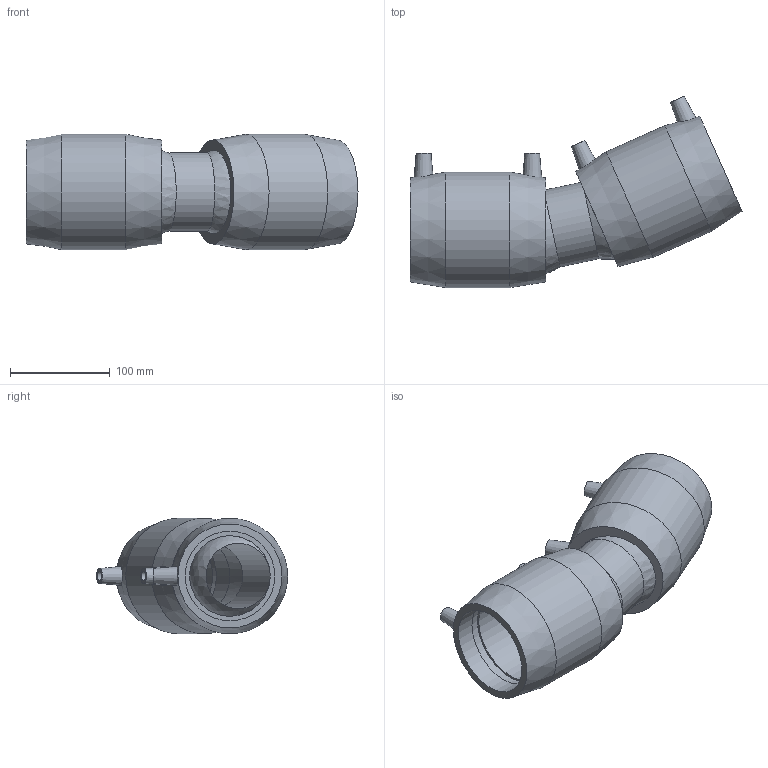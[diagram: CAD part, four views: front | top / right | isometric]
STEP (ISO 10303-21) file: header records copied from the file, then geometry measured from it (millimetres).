
FILE_DESCRIPTION(/* description */ ('PLASSON ADJUSTABLE ELBOW 90'),/* implementation_level */ '2;1');
FILE_NAME(/* name */ '4947C4090.ipt.stp',/* time_stamp */ '2017-11-06T09:17:44+02:00',/* author */ ('KIM'),/* organization */ (''),/* preprocessor_version */ 'ST-DEVELOPER v15.6',/* originating_system */ 'Autodesk Inventor 2015',/* authorisation */ '');
FILE_SCHEMA (('AUTOMOTIVE_DESIGN { 1 0 10303 214 3 1 1 }'));
Length unit declared in the file: millimetre
Products named in the file (1): 4947C4090
Bounding box: 333.55 x 192.23 x 116 mm (x, y, z)
Volume: 1365585.6 mm3; surface area: 228249.2 mm2
Topology: 1 solids, 1 shells, 54 faces, 102 edges, 66 vertices
Faces by surface type: cylinder 20, plane 20, cone 10, sphere 4
Full cylindrical faces by diameter (mm): 4 x4, 10 x4, 65.84 x1, 78.72 x1, 81 x2, 90 x4, 116 x2
Entity records: 1406 total; most frequent: CARTESIAN_POINT 477, DIRECTION 206, ORIENTED_EDGE 112, EDGE_LOOP 104, AXIS2_PLACEMENT_3D 103, EDGE_CURVE 56, FACE_OUTER_BOUND 54, ADVANCED_FACE 54
